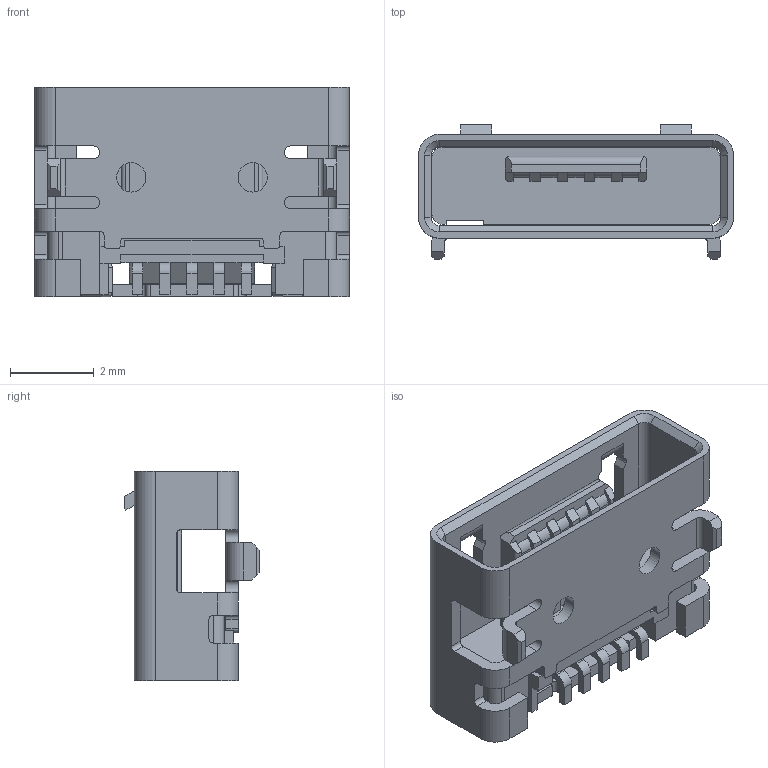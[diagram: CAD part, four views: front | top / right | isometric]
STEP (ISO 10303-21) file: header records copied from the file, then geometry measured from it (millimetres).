
FILE_DESCRIPTION((''),'2;1');
FILE_NAME('C-2134536-2','2019-02-27T00:51:55',('workeradm'),('TE Connectivity Ltd.'),'CREO PARAMETRIC BY PTC INC, 2018190','CREO PARAMETRIC BY PTC INC, 2018190','');
FILE_SCHEMA(('AUTOMOTIVE_DESIGN { 1 0 10303 214 1 1 1 1 }'));
Length unit declared in the file: millimetre
Products named in the file (1): C-2134536-2
Bounding box: 7.52 x 3.21 x 5 mm (x, y, z)
Volume: 41.7 mm3; surface area: 252.5 mm2
Topology: 1 solids, 1 shells, 321 faces, 949 edges, 622 vertices
Faces by surface type: plane 213, cylinder 104, cone 4
Entity records: 13618 total; most frequent: CARTESIAN_POINT 1934, ORIENTED_EDGE 1898, DIRECTION 1793, PRESENTATION_STYLE_ASSIGNMENT 950, STYLED_ITEM 950, CURVE_STYLE 949, EDGE_CURVE 949, VECTOR 731
